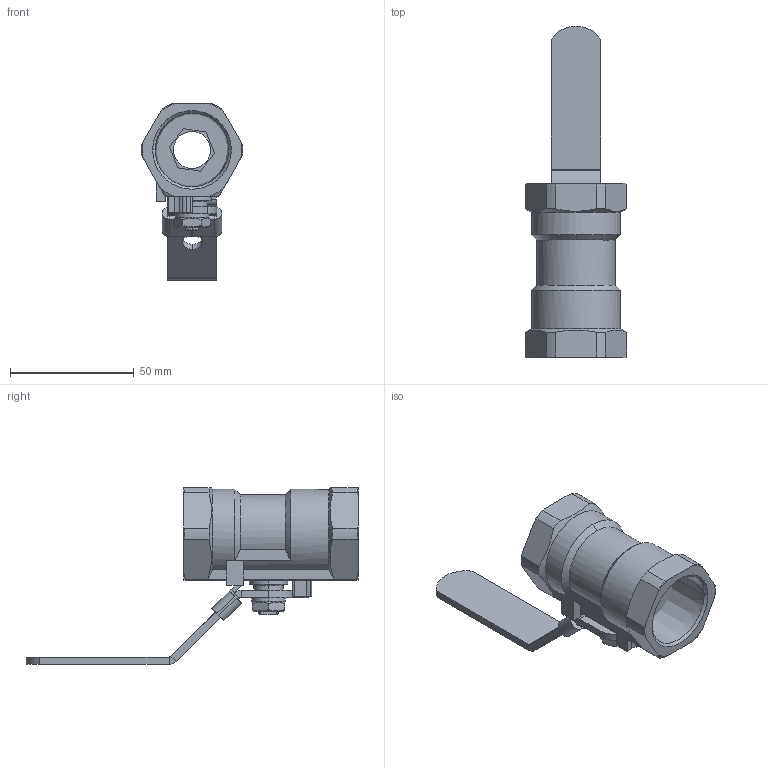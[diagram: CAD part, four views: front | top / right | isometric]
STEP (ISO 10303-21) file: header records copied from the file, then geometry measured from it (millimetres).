
FILE_DESCRIPTION (( 'STEP AP203' ), '1' );
FILE_NAME ('RV-1N Ò»´ç.STEP', '2020-09-04T01:36:04', ( '' ), ( '' ), 'SwSTEP 2.0', 'SolidWorks 2018', '' );
FILE_SCHEMA (( 'CONFIG_CONTROL_DESIGN' ));
Length unit declared in the file: millimetre
Products named in the file (14): 珨渡   湮概釱; 珨渡 癹弇坶; single coil lock washers light type gb_GB_FASTENER_WASHER_SSWL 8; 珨渡 忒梟; 珨渡 苤概釱; 一寸  球; RV-1N   珨渡; 珨渡  揤杶; 珨渡  佪黑  樓馱芞; 珨渡  沓蹋; 珨渡  概裝; 珨渡  砦芢菜; 珨渡  极樓馱极; hex thin nuts-grades ab-chamfered gb_GB_FASTENER_NUT_STNAB M8-N
Assembly tree (13 placements, depth 2):
  RV-1N   珨渡
    珨渡  极樓馱极
    珨渡 苤概釱
    珨渡  概裝
    珨渡  砦芢菜
    一寸  球
    珨渡   湮概釱
    珨渡  佪黑  樓馱芞
    珨渡  沓蹋
    珨渡  揤杶
    珨渡 忒梟
    珨渡 癹弇坶
    single coil lock washers light type gb_GB_FASTENER_WASHER_SSWL 8
    hex thin nuts-grades ab-chamfered gb_GB_FASTENER_NUT_STNAB M8-N
Bounding box: 40.97 x 134.15 x 71.5 mm (x, y, z)
Volume: 51514.3 mm3; surface area: 34222 mm2
Topology: 14 solids, 14 shells, 478 faces, 1191 edges, 774 vertices
Faces by surface type: plane 230, cylinder 119, bspline 80, cone 45, sphere 4
Entity records: 20645 total; most frequent: CARTESIAN_POINT 8214, ORIENTED_EDGE 2372, DIRECTION 2049, EDGE_CURVE 1186, VERTEX_POINT 771, AXIS2_PLACEMENT_3D 699, LINE 651, VECTOR 651
